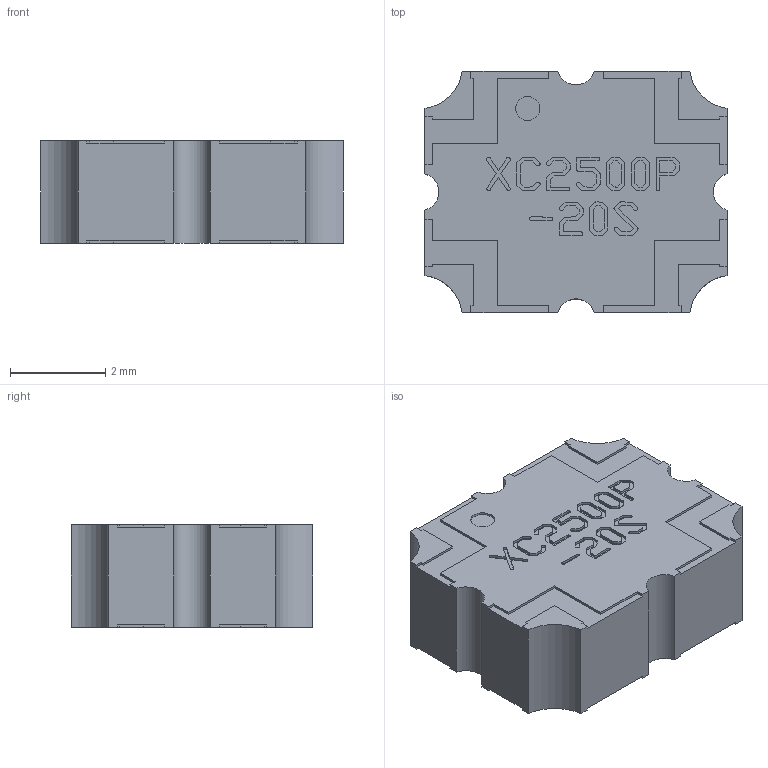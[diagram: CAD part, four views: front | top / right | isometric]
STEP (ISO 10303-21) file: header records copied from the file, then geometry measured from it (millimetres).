
FILE_DESCRIPTION (( 'STEP AP203' ), '1' );
FILE_NAME ('XC2500P-20S.STEP', '2025-11-11T17:27:51', ( '' ), ( '' ), 'SwSTEP 2.0', 'SolidWorks 2023', '' );
FILE_SCHEMA (( 'CONFIG_CONTROL_DESIGN' ));
Length unit declared in the file: inch
Products named in the file (1): XC2500P-20S
Bounding box: 6.35 x 5.08 x 2.16 mm (x, y, z)
Volume: 63.6 mm3; surface area: 111.7 mm2
Topology: 1 solids, 1 shells, 424 faces, 1215 edges, 810 vertices
Faces by surface type: plane 307, cylinder 117
Entity records: 13872 total; most frequent: CARTESIAN_POINT 2450, ORIENTED_EDGE 2430, DIRECTION 2299, EDGE_CURVE 1215, VECTOR 981, LINE 981, VERTEX_POINT 810, AXIS2_PLACEMENT_3D 659
